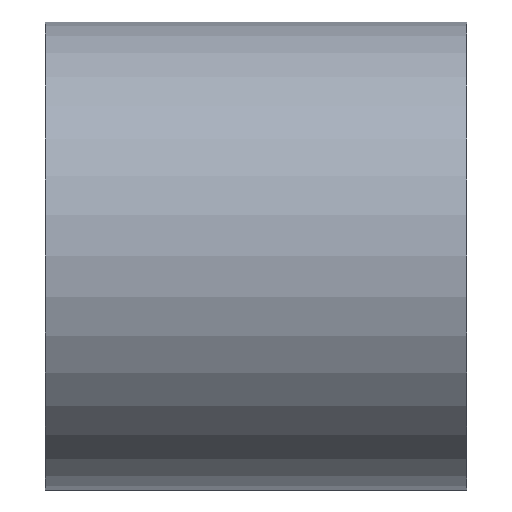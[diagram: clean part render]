
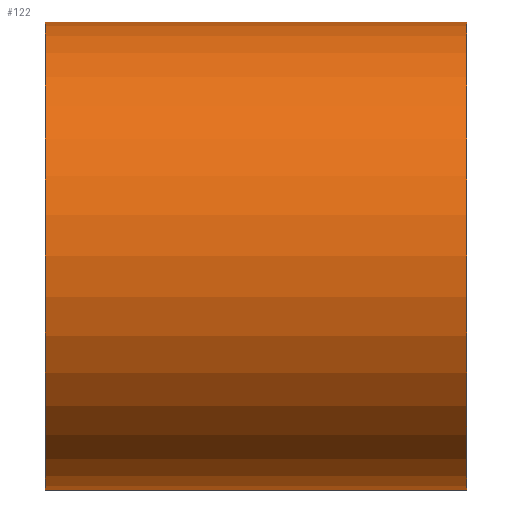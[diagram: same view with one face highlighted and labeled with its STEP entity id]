
A CAD part, left-side view. The second image highlights one B-rep face of the part: STEP entity #122.
In plain terms, the highlighted cylindrical face has radius 17.75 mm (diameter 35.5 mm), a partial arc.
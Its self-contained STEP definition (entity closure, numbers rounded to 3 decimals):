
#2 = EDGE_CURVE ( 'NONE', #198, #197, #172, .T. ) ;
#5 = CIRCLE ( 'NONE', #119, 17.75 ) ;
#7 = VERTEX_POINT ( 'NONE', #43 ) ;
#8 = DIRECTION ( 'NONE',  ( 0., 1., 0. ) ) ;
#25 = DIRECTION ( 'NONE',  ( 0., 0., -1. ) ) ;
#26 = DIRECTION ( 'NONE',  ( 0., 0., 1. ) ) ;
#31 = ORIENTED_EDGE ( 'NONE', *, *, #2, .F. ) ;
#34 = CIRCLE ( 'NONE', #111, 17.75 ) ;
#36 = CARTESIAN_POINT ( 'NONE',  ( 0., 32., -17.75 ) ) ;
#43 = CARTESIAN_POINT ( 'NONE',  ( 0., 0., -17.75 ) ) ;
#44 = CARTESIAN_POINT ( 'NONE',  ( 0., 32., 17.75 ) ) ;
#49 = CARTESIAN_POINT ( 'NONE',  ( 0., 0., 17.75 ) ) ;
#51 = CARTESIAN_POINT ( 'NONE',  ( 0., 32., 0. ) ) ;
#62 = VERTEX_POINT ( 'NONE', #93 ) ;
#68 = DIRECTION ( 'NONE',  ( 0., 1., 0. ) ) ;
#73 = VECTOR ( 'NONE', #170, 1000. ) ;
#80 = AXIS2_PLACEMENT_3D ( 'NONE', #51, #179, #25 ) ;
#81 = FACE_OUTER_BOUND ( 'NONE', #117, .T. ) ;
#93 = CARTESIAN_POINT ( 'NONE',  ( 0., 32., -17.75 ) ) ;
#101 = DIRECTION ( 'NONE',  ( 0., -1., 0. ) ) ;
#106 = CARTESIAN_POINT ( 'NONE',  ( 0., 32., 17.75 ) ) ;
#111 = AXIS2_PLACEMENT_3D ( 'NONE', #146, #68, #26 ) ;
#117 = EDGE_LOOP ( 'NONE', ( #31, #125, #137, #156 ) ) ;
#119 = AXIS2_PLACEMENT_3D ( 'NONE', #147, #8, #165 ) ;
#122 = ADVANCED_FACE ( 'NONE', ( #81 ), #131, .T. ) ;
#125 = ORIENTED_EDGE ( 'NONE', *, *, #152, .F. ) ;
#130 = EDGE_CURVE ( 'NONE', #62, #7, #174, .T. ) ;
#131 = CYLINDRICAL_SURFACE ( 'NONE', #80, 17.75 ) ;
#137 = ORIENTED_EDGE ( 'NONE', *, *, #130, .T. ) ;
#146 = CARTESIAN_POINT ( 'NONE',  ( 0., 0., 0. ) ) ;
#147 = CARTESIAN_POINT ( 'NONE',  ( 0., 32., 0. ) ) ;
#152 = EDGE_CURVE ( 'NONE', #62, #198, #5, .T. ) ;
#156 = ORIENTED_EDGE ( 'NONE', *, *, #159, .T. ) ;
#159 = EDGE_CURVE ( 'NONE', #7, #197, #34, .T. ) ;
#165 = DIRECTION ( 'NONE',  ( 0., 0., 1. ) ) ;
#170 = DIRECTION ( 'NONE',  ( 0., -1., 0. ) ) ;
#172 = LINE ( 'NONE', #106, #73 ) ;
#174 = LINE ( 'NONE', #36, #177 ) ;
#177 = VECTOR ( 'NONE', #101, 1000. ) ;
#179 = DIRECTION ( 'NONE',  ( 0., -1., 0. ) ) ;
#197 = VERTEX_POINT ( 'NONE', #49 ) ;
#198 = VERTEX_POINT ( 'NONE', #44 ) ;
